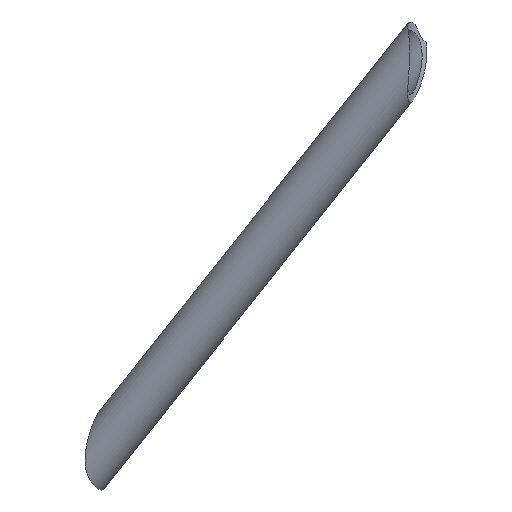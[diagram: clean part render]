
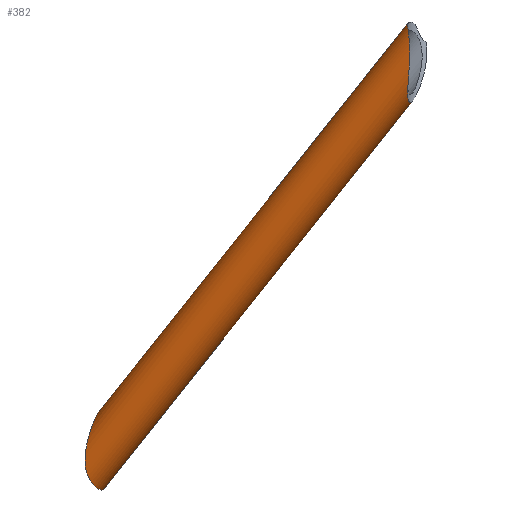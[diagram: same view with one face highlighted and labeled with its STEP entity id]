
A CAD part, top view. The second image highlights one B-rep face of the part: STEP entity #382.
In plain terms, the highlighted cylindrical face has radius 7.5 mm (diameter 15 mm), a partial arc.
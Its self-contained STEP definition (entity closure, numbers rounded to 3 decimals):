
#61=CARTESIAN_POINT('Vertex',(-1971.255,306.997,343.46)) ;
#67=CARTESIAN_POINT('Control Point',(-1971.255,306.997,343.46)) ;
#68=CARTESIAN_POINT('Control Point',(-1971.255,306.664,344.036)) ;
#69=CARTESIAN_POINT('Control Point',(-1971.222,306.269,344.575)) ;
#70=CARTESIAN_POINT('Control Point',(-1971.164,305.813,345.064)) ;
#71=CARTESIAN_POINT('Control Point',(-1971.044,304.928,345.803)) ;
#72=CARTESIAN_POINT('Control Point',(-1970.92,303.915,346.347)) ;
#73=CARTESIAN_POINT('Control Point',(-1970.871,303.469,346.541)) ;
#74=CARTESIAN_POINT('Control Point',(-1970.722,301.872,347.098)) ;
#75=CARTESIAN_POINT('Control Point',(-1970.654,300.164,347.281)) ;
#76=CARTESIAN_POINT('Control Point',(-1970.66,298.949,347.271)) ;
#77=CARTESIAN_POINT('Control Point',(-1970.721,296.881,347.087)) ;
#78=CARTESIAN_POINT('Control Point',(-1970.842,294.856,346.654)) ;
#79=CARTESIAN_POINT('Control Point',(-1970.899,294.023,346.437)) ;
#80=CARTESIAN_POINT('Control Point',(-1971.032,292.173,345.869)) ;
#81=CARTESIAN_POINT('Control Point',(-1971.156,290.388,345.116)) ;
#82=CARTESIAN_POINT('Control Point',(-1971.215,289.426,344.639)) ;
#83=CARTESIAN_POINT('Control Point',(-1971.255,288.492,344.095)) ;
#84=CARTESIAN_POINT('Control Point',(-1971.255,287.625,343.46)) ;
#85=CARTESIAN_POINT('Vertex',(-1971.255,287.625,343.46)) ;
#139=CARTESIAN_POINT('Vertex',(-1971.049,307.881,341.199)) ;
#143=CARTESIAN_POINT('Control Point',(-1971.255,306.997,343.46)) ;
#144=CARTESIAN_POINT('Control Point',(-1971.255,307.406,342.753)) ;
#145=CARTESIAN_POINT('Control Point',(-1971.193,307.7,341.981)) ;
#146=CARTESIAN_POINT('Control Point',(-1971.049,307.881,341.199)) ;
#197=CARTESIAN_POINT('Control Point',(-1969.756,285.424,337.524)) ;
#198=CARTESIAN_POINT('Control Point',(-1969.902,285.24,337.796)) ;
#199=CARTESIAN_POINT('Control Point',(-1970.048,285.084,338.086)) ;
#200=CARTESIAN_POINT('Control Point',(-1970.192,284.961,338.396)) ;
#201=CARTESIAN_POINT('Control Point',(-1970.427,284.828,338.96)) ;
#202=CARTESIAN_POINT('Control Point',(-1970.631,284.838,339.548)) ;
#203=CARTESIAN_POINT('Control Point',(-1970.71,284.869,339.796)) ;
#204=CARTESIAN_POINT('Control Point',(-1970.872,284.994,340.357)) ;
#205=CARTESIAN_POINT('Control Point',(-1970.994,285.232,340.892)) ;
#206=CARTESIAN_POINT('Control Point',(-1971.05,285.395,341.182)) ;
#207=CARTESIAN_POINT('Control Point',(-1971.166,285.862,341.877)) ;
#208=CARTESIAN_POINT('Control Point',(-1971.225,286.442,342.493)) ;
#209=CARTESIAN_POINT('Control Point',(-1971.246,286.819,342.838)) ;
#210=CARTESIAN_POINT('Control Point',(-1971.255,287.215,343.159)) ;
#211=CARTESIAN_POINT('Control Point',(-1971.255,287.625,343.46)) ;
#212=CARTESIAN_POINT('Vertex',(-1969.756,285.424,337.524)) ;
#274=CARTESIAN_POINT('Line Origine',(-2020.87,245.312,323.668)) ;
#278=CARTESIAN_POINT('Vertex',(-2060.249,195.856,309.811)) ;
#281=CARTESIAN_POINT('Line Origine',(-2009.135,235.968,323.668)) ;
#285=CARTESIAN_POINT('Vertex',(-2058.956,173.399,306.137)) ;
#343=CARTESIAN_POINT('Axis2P3D Location',(-2015.003,240.64,323.668)) ;
#349=CARTESIAN_POINT('Control Point',(-2058.956,173.399,306.137)) ;
#350=CARTESIAN_POINT('Control Point',(-2059.169,173.132,307.291)) ;
#351=CARTESIAN_POINT('Control Point',(-2059.527,173.068,308.476)) ;
#352=CARTESIAN_POINT('Control Point',(-2060.045,173.207,309.624)) ;
#353=CARTESIAN_POINT('Control Point',(-2061.038,173.765,311.209)) ;
#354=CARTESIAN_POINT('Control Point',(-2062.093,174.85,312.41)) ;
#355=CARTESIAN_POINT('Control Point',(-2062.453,175.292,312.774)) ;
#356=CARTESIAN_POINT('Control Point',(-2063.294,176.554,313.551)) ;
#357=CARTESIAN_POINT('Control Point',(-2063.889,178.104,313.988)) ;
#358=CARTESIAN_POINT('Control Point',(-2064.119,179.099,314.143)) ;
#359=CARTESIAN_POINT('Control Point',(-2064.436,181.616,314.357)) ;
#360=CARTESIAN_POINT('Control Point',(-2064.24,184.165,314.224)) ;
#361=CARTESIAN_POINT('Control Point',(-2064.007,185.658,314.071)) ;
#362=CARTESIAN_POINT('Control Point',(-2063.557,187.752,313.747)) ;
#363=CARTESIAN_POINT('Control Point',(-2062.967,189.769,313.242)) ;
#364=CARTESIAN_POINT('Control Point',(-2062.78,190.361,313.074)) ;
#365=CARTESIAN_POINT('Control Point',(-2062.416,191.438,312.729)) ;
#366=CARTESIAN_POINT('Control Point',(-2062.016,192.474,312.307)) ;
#367=CARTESIAN_POINT('Control Point',(-2061.826,192.939,312.096)) ;
#368=CARTESIAN_POINT('Control Point',(-2061.413,193.886,311.608)) ;
#369=CARTESIAN_POINT('Control Point',(-2060.973,194.751,311.007)) ;
#370=CARTESIAN_POINT('Control Point',(-2060.734,195.175,310.655)) ;
#371=CARTESIAN_POINT('Control Point',(-2060.49,195.553,310.258)) ;
#372=CARTESIAN_POINT('Control Point',(-2060.249,195.856,309.811)) ;
#275=DIRECTION('Vector Direction',(-0.608,-0.764,-0.214)) ;
#282=DIRECTION('Vector Direction',(-0.608,-0.764,-0.214)) ;
#344=DIRECTION('Axis2P3D Direction',(-0.608,-0.764,-0.214)) ;
#345=DIRECTION('Axis2P3D XDirection',(0.782,-0.623,0.)) ;
#346=AXIS2_PLACEMENT_3D('Cylinder Axis2P3D',#343,#344,#345) ;
#375=ORIENTED_EDGE('',*,*,#287,.F.) ;
#376=ORIENTED_EDGE('',*,*,#214,.T.) ;
#377=ORIENTED_EDGE('',*,*,#87,.F.) ;
#378=ORIENTED_EDGE('',*,*,#147,.T.) ;
#379=ORIENTED_EDGE('',*,*,#280,.T.) ;
#380=ORIENTED_EDGE('',*,*,#373,.F.) ;
#276=VECTOR('Line Direction',#275,1.) ;
#283=VECTOR('Line Direction',#282,1.) ;
#382=ADVANCED_FACE('Corps principal',(#381),#347,.T.) ;
#66=B_SPLINE_CURVE_WITH_KNOTS('',5,(#67,#68,#69,#70,#71,#72,#73,#74,#75,#76,#77,#78,#79,#80,#81,#82,#83,#84),.UNSPECIFIED.,.F.,.U.,(6,3,3,3,3,6),(0.,4.702,8.143,16.687,22.79,30.389),.UNSPECIFIED.) ;
#142=B_SPLINE_CURVE_WITH_KNOTS('',3,(#143,#144,#145,#146),.UNSPECIFIED.,.F.,.U.,(4,4),(0.,3.463),.UNSPECIFIED.) ;
#196=B_SPLINE_CURVE_WITH_KNOTS('',5,(#197,#198,#199,#200,#201,#202,#203,#204,#205,#206,#207,#208,#209,#210,#211),.UNSPECIFIED.,.F.,.U.,(6,3,3,3,6),(0.,2.539,4.379,6.743,10.343),.UNSPECIFIED.) ;
#348=B_SPLINE_CURVE_WITH_KNOTS('',5,(#349,#350,#351,#352,#353,#354,#355,#356,#357,#358,#359,#360,#361,#362,#363,#364,#365,#366,#367,#368,#369,#370,#371,#372),.UNSPECIFIED.,.F.,.U.,(6,3,3,3,3,3,3,6),(0.,8.811,13.527,20.725,31.44,35.978,39.824,44.035),.UNSPECIFIED.) ;
#347=CYLINDRICAL_SURFACE('generated cylinder',#346,7.5) ;
#87=EDGE_CURVE('',#62,#86,#66,.T.) ;
#147=EDGE_CURVE('',#62,#140,#142,.T.) ;
#214=EDGE_CURVE('',#213,#86,#196,.T.) ;
#280=EDGE_CURVE('',#140,#279,#277,.T.) ;
#287=EDGE_CURVE('',#213,#286,#284,.T.) ;
#373=EDGE_CURVE('',#286,#279,#348,.T.) ;
#374=EDGE_LOOP('',(#375,#376,#377,#378,#379,#380)) ;
#381=FACE_OUTER_BOUND('',#374,.T.) ;
#277=LINE('Line',#274,#276) ;
#284=LINE('Line',#281,#283) ;
#62=VERTEX_POINT('',#61) ;
#86=VERTEX_POINT('',#85) ;
#140=VERTEX_POINT('',#139) ;
#213=VERTEX_POINT('',#212) ;
#279=VERTEX_POINT('',#278) ;
#286=VERTEX_POINT('',#285) ;
